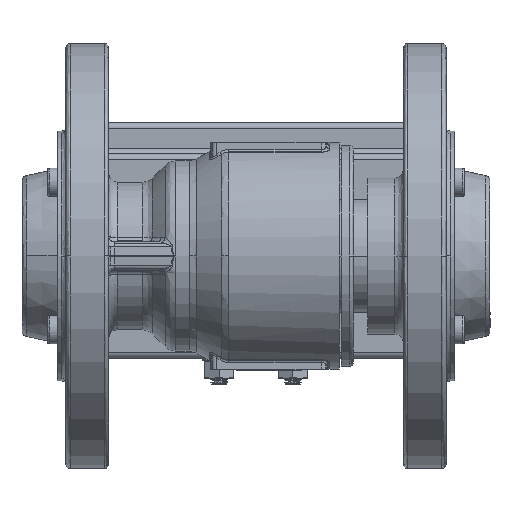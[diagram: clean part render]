
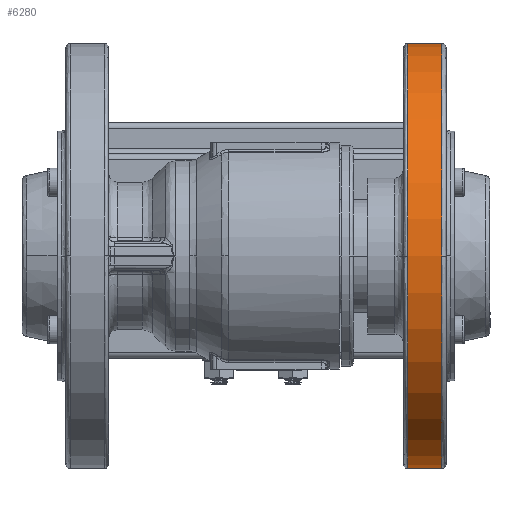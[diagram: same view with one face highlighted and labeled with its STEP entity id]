
A CAD part, front view. The second image highlights one B-rep face of the part: STEP entity #6280.
In plain terms, the highlighted cylindrical face has radius 75 mm (diameter 150 mm), a partial arc.
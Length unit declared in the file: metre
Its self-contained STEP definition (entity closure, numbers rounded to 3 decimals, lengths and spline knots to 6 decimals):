
#137 = CIRCLE ( 'NONE', #72347, 0.075 ) ;
#5517 = EDGE_CURVE ( 'NONE', #34744, #70389, #61544, .T. ) ;
#5950 = CARTESIAN_POINT ( 'NONE',  ( 0.039432, -0.017166, 0.227 ) ) ;
#6280 = ADVANCED_FACE ( 'NONE', ( #50492 ), #15411, .T. ) ;
#15411 = CYLINDRICAL_SURFACE ( 'NONE', #72251, 0.075 ) ;
#17936 = VECTOR ( 'NONE', #25298, 1. ) ;
#19339 = ORIENTED_EDGE ( 'NONE', *, *, #27390, .T. ) ;
#19715 = AXIS2_PLACEMENT_3D ( 'NONE', #29721, #52308, #70264 ) ;
#25298 = DIRECTION ( 'NONE',  ( 1., 0., 0. ) ) ;
#27390 = EDGE_CURVE ( 'NONE', #73158, #70979, #56888, .T. ) ;
#27661 = DIRECTION ( 'NONE',  ( -1., 0., 0. ) ) ;
#29143 = ORIENTED_EDGE ( 'NONE', *, *, #54061, .T. ) ;
#29191 = CARTESIAN_POINT ( 'NONE',  ( 0.039432, -0.017166, 0.152 ) ) ;
#29319 = CARTESIAN_POINT ( 'NONE',  ( 0.039432, -0.017166, 0.077 ) ) ;
#29718 = CIRCLE ( 'NONE', #19715, 0.075 ) ;
#29721 = CARTESIAN_POINT ( 'NONE',  ( 0.027432, -0.017166, 0.152 ) ) ;
#34744 = VERTEX_POINT ( 'NONE', #40657 ) ;
#36753 = VECTOR ( 'NONE', #27661, 1. ) ;
#40657 = CARTESIAN_POINT ( 'NONE',  ( 0.027432, -0.017166, 0.077 ) ) ;
#40858 = DIRECTION ( 'NONE',  ( -1., 0., 0. ) ) ;
#44315 = ORIENTED_EDGE ( 'NONE', *, *, #57446, .T. ) ;
#45194 = CARTESIAN_POINT ( 'NONE',  ( 0.033432, -0.017166, 0.227 ) ) ;
#46676 = CARTESIAN_POINT ( 'NONE',  ( 0.027432, -0.017166, 0.227 ) ) ;
#49473 = CARTESIAN_POINT ( 'NONE',  ( 0.033432, -0.017166, 0.077 ) ) ;
#50492 = FACE_OUTER_BOUND ( 'NONE', #55639, .T. ) ;
#50881 = DIRECTION ( 'NONE',  ( 0., 0., -1. ) ) ;
#51635 = DIRECTION ( 'NONE',  ( 1., 0., 0. ) ) ;
#52308 = DIRECTION ( 'NONE',  ( 1., 0., 0. ) ) ;
#54061 = EDGE_CURVE ( 'NONE', #70979, #34744, #29718, .T. ) ;
#55639 = EDGE_LOOP ( 'NONE', ( #29143, #62591, #44315, #19339 ) ) ;
#56888 = LINE ( 'NONE', #45194, #36753 ) ;
#57446 = EDGE_CURVE ( 'NONE', #70389, #73158, #137, .T. ) ;
#57475 = CARTESIAN_POINT ( 'NONE',  ( 0.033432, -0.017166, 0.152 ) ) ;
#61544 = LINE ( 'NONE', #49473, #17936 ) ;
#62591 = ORIENTED_EDGE ( 'NONE', *, *, #5517, .T. ) ;
#70264 = DIRECTION ( 'NONE',  ( 0., 0., -1. ) ) ;
#70389 = VERTEX_POINT ( 'NONE', #29319 ) ;
#70979 = VERTEX_POINT ( 'NONE', #46676 ) ;
#72251 = AXIS2_PLACEMENT_3D ( 'NONE', #57475, #51635, #50881 ) ;
#72347 = AXIS2_PLACEMENT_3D ( 'NONE', #29191, #40858, #75611 ) ;
#73158 = VERTEX_POINT ( 'NONE', #5950 ) ;
#75611 = DIRECTION ( 'NONE',  ( 0., 0., -1. ) ) ;
